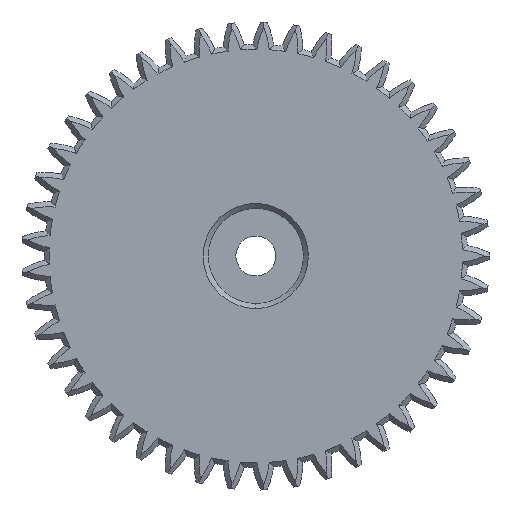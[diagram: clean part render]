
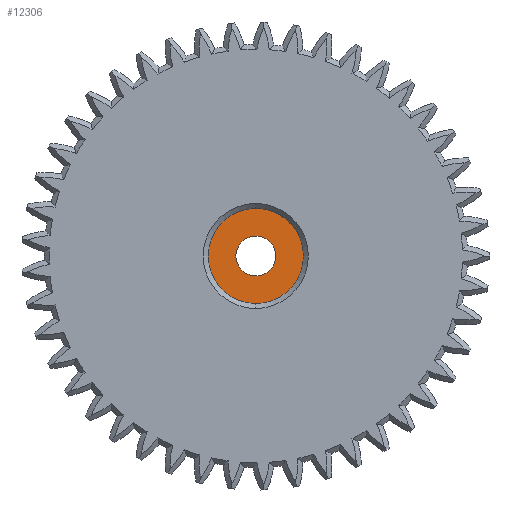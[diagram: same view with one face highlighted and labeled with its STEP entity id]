
A CAD part, left-side view. The second image highlights one B-rep face of the part: STEP entity #12306.
In plain terms, the highlighted planar face has unit normal (-1, 0, 0).
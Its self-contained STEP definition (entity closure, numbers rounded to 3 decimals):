
#399 = CARTESIAN_POINT ( 'NONE',  ( 6.5, 0., -9.55 ) ) ;
#1017 = FACE_OUTER_BOUND ( 'NONE', #9476, .T. ) ;
#1355 = DIRECTION ( 'NONE',  ( -1., 0., 0. ) ) ;
#1488 = ORIENTED_EDGE ( 'NONE', *, *, #6206, .F. ) ;
#1653 = CARTESIAN_POINT ( 'NONE',  ( 6.5, 0., 4. ) ) ;
#2482 = DIRECTION ( 'NONE',  ( -1., 0., 0. ) ) ;
#2982 = DIRECTION ( 'NONE',  ( 0., 0., 1. ) ) ;
#3758 = DIRECTION ( 'NONE',  ( -1., 0., 0. ) ) ;
#4098 = EDGE_CURVE ( 'NONE', #11539, #8632, #5909, .T. ) ;
#5216 = EDGE_CURVE ( 'NONE', #8632, #11539, #10964, .T. ) ;
#5298 = CARTESIAN_POINT ( 'NONE',  ( 6.5, 0., -4. ) ) ;
#5909 = CIRCLE ( 'NONE', #8485, 9.55 ) ;
#6206 = EDGE_CURVE ( 'NONE', #14697, #16043, #17067, .T. ) ;
#8061 = CIRCLE ( 'NONE', #19005, 4. ) ;
#8312 = FACE_BOUND ( 'NONE', #13579, .T. ) ;
#8485 = AXIS2_PLACEMENT_3D ( 'NONE', #10670, #15326, #2982 ) ;
#8632 = VERTEX_POINT ( 'NONE', #399 ) ;
#9476 = EDGE_LOOP ( 'NONE', ( #19865, #10351 ) ) ;
#9930 = DIRECTION ( 'NONE',  ( 0., 0., 1. ) ) ;
#10188 = CARTESIAN_POINT ( 'NONE',  ( 6.5, 0., 0. ) ) ;
#10351 = ORIENTED_EDGE ( 'NONE', *, *, #5216, .T. ) ;
#10601 = CARTESIAN_POINT ( 'NONE',  ( 6.5, 0., 9.55 ) ) ;
#10670 = CARTESIAN_POINT ( 'NONE',  ( 6.5, 0., 0. ) ) ;
#10964 = CIRCLE ( 'NONE', #18369, 9.55 ) ;
#11539 = VERTEX_POINT ( 'NONE', #10601 ) ;
#12306 = ADVANCED_FACE ( 'NONE', ( #8312, #1017 ), #13052, .T. ) ;
#13052 = PLANE ( 'NONE',  #15885 ) ;
#13579 = EDGE_LOOP ( 'NONE', ( #1488, #16544 ) ) ;
#14263 = DIRECTION ( 'NONE',  ( -1., 0., 0. ) ) ;
#14461 = CARTESIAN_POINT ( 'NONE',  ( 6.5, 0., 0. ) ) ;
#14697 = VERTEX_POINT ( 'NONE', #1653 ) ;
#15326 = DIRECTION ( 'NONE',  ( -1., 0., 0. ) ) ;
#15718 = EDGE_CURVE ( 'NONE', #16043, #14697, #8061, .T. ) ;
#15885 = AXIS2_PLACEMENT_3D ( 'NONE', #14461, #3758, #9930 ) ;
#16043 = VERTEX_POINT ( 'NONE', #5298 ) ;
#16140 = DIRECTION ( 'NONE',  ( 0., 0., 1. ) ) ;
#16529 = CARTESIAN_POINT ( 'NONE',  ( 6.5, 0., 0. ) ) ;
#16544 = ORIENTED_EDGE ( 'NONE', *, *, #15718, .F. ) ;
#17067 = CIRCLE ( 'NONE', #19652, 4. ) ;
#17098 = CARTESIAN_POINT ( 'NONE',  ( 6.5, 0., 0. ) ) ;
#18369 = AXIS2_PLACEMENT_3D ( 'NONE', #17098, #14263, #18721 ) ;
#18721 = DIRECTION ( 'NONE',  ( 0., 0., 1. ) ) ;
#19005 = AXIS2_PLACEMENT_3D ( 'NONE', #16529, #1355, #19757 ) ;
#19652 = AXIS2_PLACEMENT_3D ( 'NONE', #10188, #2482, #16140 ) ;
#19757 = DIRECTION ( 'NONE',  ( 0., 0., 1. ) ) ;
#19865 = ORIENTED_EDGE ( 'NONE', *, *, #4098, .T. ) ;
